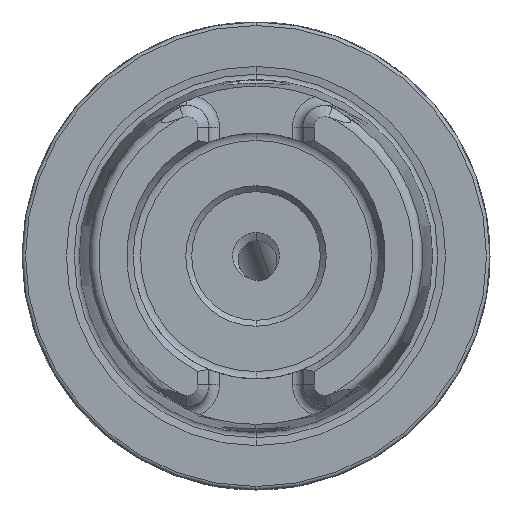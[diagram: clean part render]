
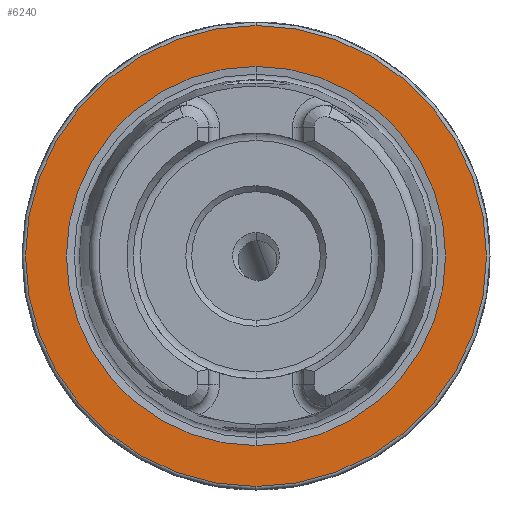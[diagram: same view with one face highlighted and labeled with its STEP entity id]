
A CAD part, left-side view. The second image highlights one B-rep face of the part: STEP entity #6240.
In plain terms, the highlighted planar face has unit normal (-1, 0, 0).
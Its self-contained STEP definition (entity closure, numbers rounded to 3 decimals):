
#72 = EDGE_CURVE ( 'NONE', #7495, #3339, #8095, .T. ) ;
#639 = CIRCLE ( 'NONE', #5319, 16.207 ) ;
#773 = ORIENTED_EDGE ( 'NONE', *, *, #1760, .F. ) ;
#832 = DIRECTION ( 'NONE',  ( 0., 0., 1. ) ) ;
#1429 = CIRCLE ( 'NONE', #13030, 16.207 ) ;
#1760 = EDGE_CURVE ( 'NONE', #6686, #9766, #1429, .T. ) ;
#2054 = DIRECTION ( 'NONE',  ( -1., 0., 0. ) ) ;
#3339 = VERTEX_POINT ( 'NONE', #11547 ) ;
#4059 = EDGE_CURVE ( 'NONE', #9766, #6686, #639, .T. ) ;
#4458 = ORIENTED_EDGE ( 'NONE', *, *, #11815, .T. ) ;
#4959 = DIRECTION ( 'NONE',  ( 0., 0., -1. ) ) ;
#5031 = DIRECTION ( 'NONE',  ( 0., 0., 1. ) ) ;
#5319 = AXIS2_PLACEMENT_3D ( 'NONE', #5960, #10001, #10928 ) ;
#5519 = AXIS2_PLACEMENT_3D ( 'NONE', #11919, #5907, #4959 ) ;
#5660 = FACE_OUTER_BOUND ( 'NONE', #6927, .T. ) ;
#5907 = DIRECTION ( 'NONE',  ( 1., 0., 0. ) ) ;
#5960 = CARTESIAN_POINT ( 'NONE',  ( 0., 0., 0. ) ) ;
#6024 = CARTESIAN_POINT ( 'NONE',  ( 0., 0., 0. ) ) ;
#6240 = ADVANCED_FACE ( 'NONE', ( #9628, #5660 ), #12007, .F. ) ;
#6686 = VERTEX_POINT ( 'NONE', #6894 ) ;
#6894 = CARTESIAN_POINT ( 'NONE',  ( 0., 0., 16.207 ) ) ;
#6927 = EDGE_LOOP ( 'NONE', ( #4458, #7712 ) ) ;
#7046 = CARTESIAN_POINT ( 'NONE',  ( 0., 0., -16.207 ) ) ;
#7227 = CIRCLE ( 'NONE', #11801, 19.7 ) ;
#7495 = VERTEX_POINT ( 'NONE', #11593 ) ;
#7712 = ORIENTED_EDGE ( 'NONE', *, *, #72, .T. ) ;
#8095 = CIRCLE ( 'NONE', #8587, 19.7 ) ;
#8587 = AXIS2_PLACEMENT_3D ( 'NONE', #6024, #2054, #832 ) ;
#9285 = CARTESIAN_POINT ( 'NONE',  ( 0., 0., 0. ) ) ;
#9333 = DIRECTION ( 'NONE',  ( 0., 0., 1. ) ) ;
#9628 = FACE_BOUND ( 'NONE', #12211, .T. ) ;
#9766 = VERTEX_POINT ( 'NONE', #7046 ) ;
#10001 = DIRECTION ( 'NONE',  ( -1., 0., 0. ) ) ;
#10157 = CARTESIAN_POINT ( 'NONE',  ( 0., 0., 0. ) ) ;
#10324 = DIRECTION ( 'NONE',  ( -1., 0., 0. ) ) ;
#10928 = DIRECTION ( 'NONE',  ( 0., 0., 1. ) ) ;
#11109 = DIRECTION ( 'NONE',  ( -1., 0., 0. ) ) ;
#11540 = ORIENTED_EDGE ( 'NONE', *, *, #4059, .F. ) ;
#11547 = CARTESIAN_POINT ( 'NONE',  ( 0., 0., 19.7 ) ) ;
#11593 = CARTESIAN_POINT ( 'NONE',  ( 0., 0., -19.7 ) ) ;
#11801 = AXIS2_PLACEMENT_3D ( 'NONE', #10157, #11109, #5031 ) ;
#11815 = EDGE_CURVE ( 'NONE', #3339, #7495, #7227, .T. ) ;
#11919 = CARTESIAN_POINT ( 'NONE',  ( 0., 19.7, 0. ) ) ;
#12007 = PLANE ( 'NONE',  #5519 ) ;
#12211 = EDGE_LOOP ( 'NONE', ( #773, #11540 ) ) ;
#13030 = AXIS2_PLACEMENT_3D ( 'NONE', #9285, #10324, #9333 ) ;
